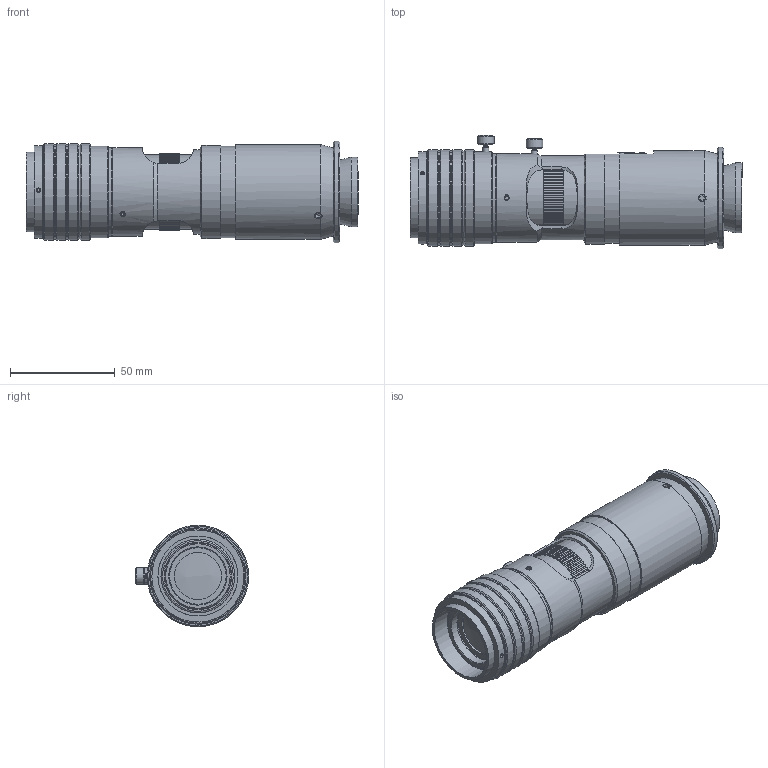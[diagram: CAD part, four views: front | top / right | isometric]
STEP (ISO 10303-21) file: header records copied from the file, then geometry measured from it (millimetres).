
FILE_DESCRIPTION((''),'2;1');
FILE_NAME('50486D_0.stp','2006-06-12T09:41:36',('PODLENA'),(''),'Autodesk Inventor 10','Autodesk Inventor 10','');
FILE_SCHEMA(('AUTOMOTIVE_DESIGN { 1 0 10303 214 1 1 1 1 }'));
Length unit declared in the file: inch
Products named in the file (63): 50486D_0; 50145; 50146; 50147; 51367; 51368; 51369; 50144; 50149; 50150; 50151; 50161; 5402; 7008; 7006; 60436; 7261; 60433; 60139_12X; 50521-3; 50347D_0; 50525; 50352; 50348_0; 50354; 50355; 50143; 50616; 7007; 50511; 50512; 50513; 50358; 50693; 50517; 50361; 50514; 50515; 50516; 50372 ...
Assembly tree (74 placements, depth 4):
  50486D_0
    50145
      50146
      50147
      51367
        51368
        51369
    50144
      50149
      50150
      50151
      50161
      5402
      7008
      7006  x3
      60436
        7261
        60433
      60139_12X
    50521-3
    50347D_0
      50525
      50352
      50348_0
        50354
        50355
      50143  x2
      50616  x2
      7007  x3
      50511
        50512
        50513
      50358
      50693
      50517
      50361
      50514
        50515
        50516
      50372
      50350
      50518
        50519
        50520
      50351
      60686
        60687
        60688
      60697
      50465
      50359
      50121
      50349
      50508-0.25F
        50509-0.25F
        50510-0.25F
      50371
    50360
    60436
      7261
Bounding box: 158.29 x 54.05 x 48.41 mm (x, y, z)
Volume: 136021.9 mm3; surface area: 143090.9 mm2
Topology: 64 solids, 64 shells, 1033 faces, 2485 edges, 1635 vertices
Faces by surface type: plane 555, cylinder 274, cone 126, bspline 53, sphere 23, torus 2
Full cylindrical faces by diameter (mm): 1.524 x2, 1.575 x2, 1.651 x2, 1.702 x7, 1.727 x2, 2.083 x2, 2.159 x4, 2.184 x7, 2.286 x2, 2.54 x3, 2.845 x5, 3.162 x2, 3.175 x2, 3.302 x3, 3.556 x1, 3.785 x1, 4.166 x3, 4.75 x3, 4.826 x1, 6.477 x1, 7.239 x1, 7.6 x1, 7.874 x2, 8 x2, 8.001 x1, 9.525 x2, 10.541 x1, 10.8 x1, 11 x1, 12.7 x1
Entity records: 31304 total; most frequent: CARTESIAN_POINT 9704, DIRECTION 4233, ORIENTED_EDGE 3654, EDGE_CURVE 1827, AXIS2_PLACEMENT_3D 1603, VERTEX_POINT 1374, EDGE_LOOP 1355, VECTOR 1027
